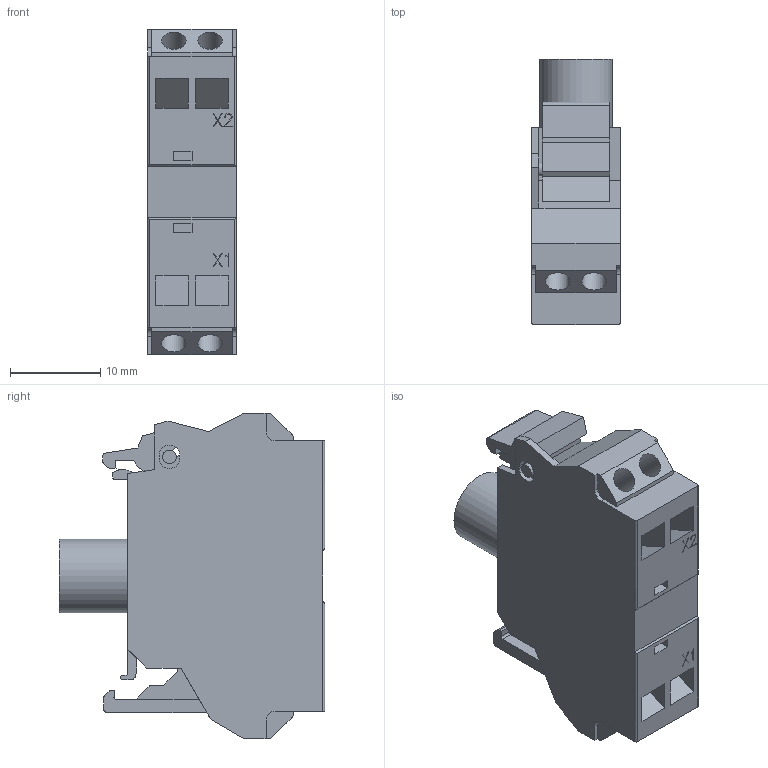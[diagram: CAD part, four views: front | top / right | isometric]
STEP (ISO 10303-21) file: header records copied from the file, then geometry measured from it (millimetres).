
FILE_DESCRIPTION( ( 'Unknown' ), '1' );
FILE_NAME( '4038_45-320.1E41.stp', 'Unknown', ( 'Unknown' ), ( 'Unknown' ), 'PSStep 15.0.49', 'Unknown', ' ' );
FILE_SCHEMA( ( 'AUTOMOTIVE_DESIGN { 1 0 10303 214 1 1 1 1 }' ) );
Length unit declared in the file: millimetre
Products named in the file (1): 0
Bounding box: 9.8 x 29.4 x 36 mm (x, y, z)
Volume: 6167.8 mm3; surface area: 3979.5 mm2
Topology: 1 solids, 1 shells, 239 faces, 655 edges, 435 vertices
Faces by surface type: plane 201, cylinder 38
Full cylindrical faces by diameter (mm): 1.5 x1, 2.7 x4, 8.1 x1
Entity records: 12619 total; most frequent: CARTESIAN_POINT 1322, ORIENTED_EDGE 1296, DIRECTION 1205, STYLED_ITEM 887, PRESENTATION_STYLE_ASSIGNMENT 887, COLOUR_RGB 887, EDGE_CURVE 648, CURVE_STYLE 648
